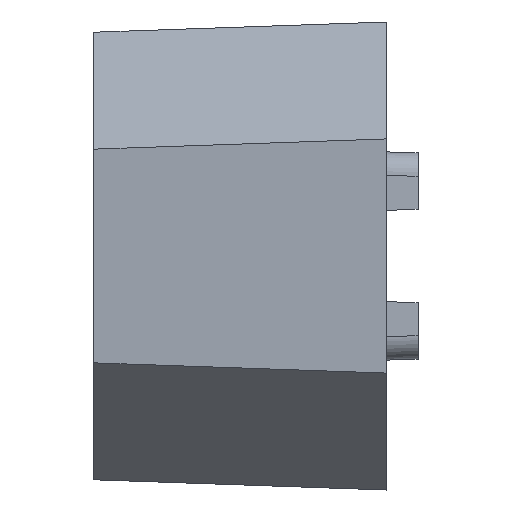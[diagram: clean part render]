
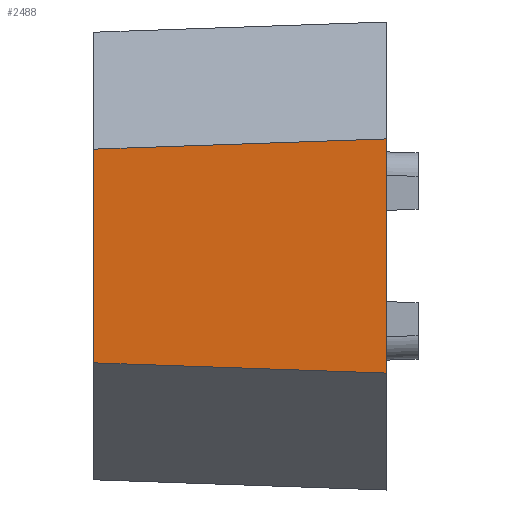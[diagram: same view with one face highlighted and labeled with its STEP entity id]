
A CAD part, front view. The second image highlights one B-rep face of the part: STEP entity #2488.
In plain terms, the highlighted planar face has unit normal (-0.035, -0.999, 0).
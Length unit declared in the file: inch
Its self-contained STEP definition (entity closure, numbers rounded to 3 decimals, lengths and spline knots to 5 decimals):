
#147=FACE_OUTER_BOUND('',#281,.T.);
#281=EDGE_LOOP('',(#1590,#1591,#1592,#1593));
#447=LINE('',#3523,#714);
#462=LINE('',#3565,#729);
#463=LINE('',#3567,#730);
#464=LINE('',#3568,#731);
#714=VECTOR('',#2852,0.18266);
#729=VECTOR('',#2883,0.2503);
#730=VECTOR('',#2884,0.20012);
#731=VECTOR('',#2885,0.2503);
#981=VERTEX_POINT('',#3520);
#982=VERTEX_POINT('',#3522);
#1001=VERTEX_POINT('',#3564);
#1002=VERTEX_POINT('',#3566);
#1217=EDGE_CURVE('',#982,#981,#447,.T.);
#1238=EDGE_CURVE('',#981,#1001,#462,.T.);
#1239=EDGE_CURVE('',#1002,#1001,#463,.T.);
#1240=EDGE_CURVE('',#982,#1002,#464,.T.);
#1590=ORIENTED_EDGE('',*,*,#1238,.T.);
#1591=ORIENTED_EDGE('',*,*,#1239,.F.);
#1592=ORIENTED_EDGE('',*,*,#1240,.F.);
#1593=ORIENTED_EDGE('',*,*,#1217,.T.);
#2252=PLANE('',#2645);
#2488=ADVANCED_FACE('',(#147),#2252,.F.);
#2645=AXIS2_PLACEMENT_3D('',#3563,#2881,#2882);
#2852=DIRECTION('',(0.,0.,-1.));
#2881=DIRECTION('center_axis',(0.035,0.999,0.));
#2882=DIRECTION('ref_axis',(0.,0.,1.));
#2883=DIRECTION('',(0.999,-0.035,-0.035));
#2884=DIRECTION('',(0.,0.,-1.));
#2885=DIRECTION('',(0.999,-0.035,0.035));
#3520=CARTESIAN_POINT('',(3.253,0.34873,0.40867));
#3522=CARTESIAN_POINT('',(3.253,0.34873,0.59133));
#3523=CARTESIAN_POINT('',(3.253,0.34873,0.59133));
#3563=CARTESIAN_POINT('Origin',(3.50381,0.33997,0.70081));
#3564=CARTESIAN_POINT('',(3.503,0.34,0.39994));
#3565=CARTESIAN_POINT('',(3.253,0.34873,0.40867));
#3566=CARTESIAN_POINT('',(3.503,0.34,0.60006));
#3567=CARTESIAN_POINT('',(3.503,0.34,0.60006));
#3568=CARTESIAN_POINT('',(3.253,0.34873,0.59133));
